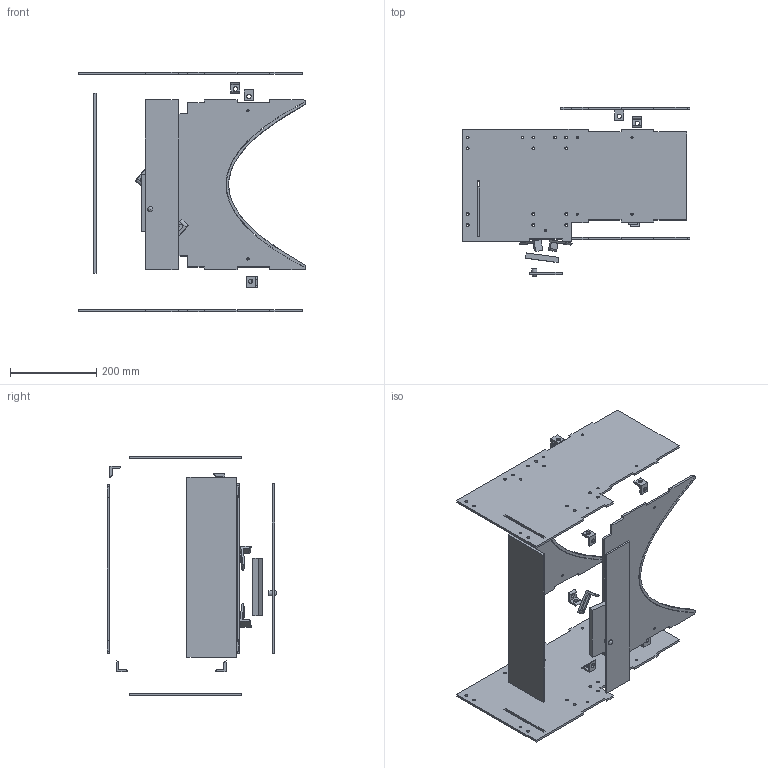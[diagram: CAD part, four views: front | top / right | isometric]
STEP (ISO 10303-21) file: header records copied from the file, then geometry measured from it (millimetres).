
FILE_DESCRIPTION(/* description */ (''),/* implementation_level */ '2;1');
FILE_NAME(/* name */ 'Screen Assemblies.step',/* time_stamp */ '2022-09-19T20:36:12-04:00',/* author */ (''),/* organization */ (''),/* preprocessor_version */ 'ST-DEVELOPER v19',/* originating_system */ 'Autodesk Translation Framework v11.7.0.108',/* authorisation */ '');
FILE_SCHEMA (('AUTOMOTIVE_DESIGN { 1 0 10303 214 3 1 1 }'));
Length unit declared in the file: millimetre
Products named in the file (14): v2 v10; Right; Left; Stand1; Top; Bottom; Corner Bracket; Stand2; Mirror; Top Bracket 1; Top Bracket 2; Bottom Bracket 1; Bottom Bracket 2; L Bracket 1
Assembly tree (15 placements, depth 2):
  v2 v10
    Right
    Left
    Stand1
    Top
    Bottom
    Corner Bracket  x2
    Stand2
    Mirror
    Top Bracket 1
    Top Bracket 2
    Bottom Bracket 1
    Bottom Bracket 2
    L Bracket 1  x2
Bounding box: 527.84 x 392.85 x 555.59 mm (x, y, z)
Volume: 2509750.6 mm3; surface area: 1023659.5 mm2
Topology: 15 solids, 15 shells, 972 faces, 2838 edges, 1886 vertices
Faces by surface type: plane 778, bspline 147, cylinder 47
Full cylindrical faces by diameter (mm): 5 x6, 10 x12, 11.612 x1
Entity records: 33389 total; most frequent: CARTESIAN_POINT 8557, ORIENTED_EDGE 5538, DIRECTION 4215, EDGE_CURVE 2769, LINE 2395, VECTOR 2395, VERTEX_POINT 1841, EDGE_LOOP 1052
